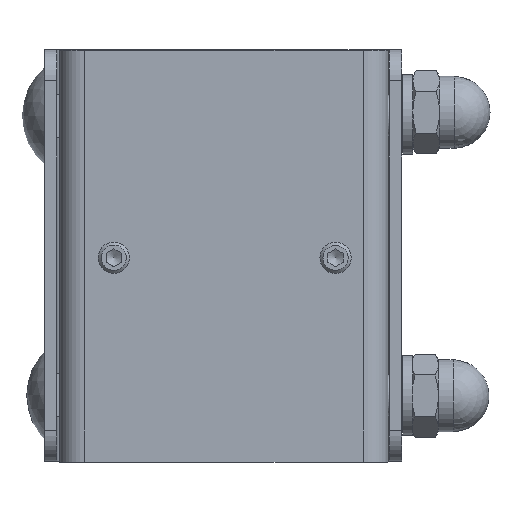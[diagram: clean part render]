
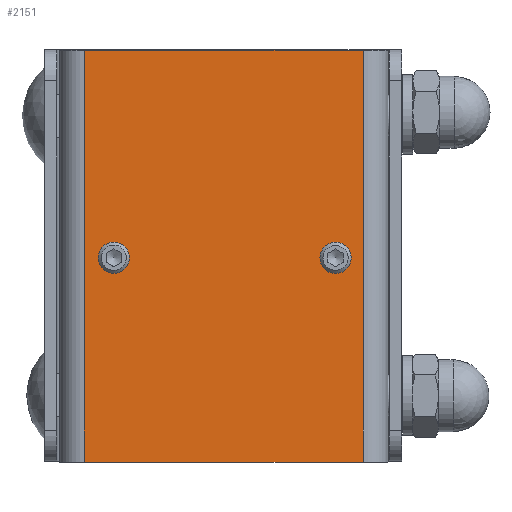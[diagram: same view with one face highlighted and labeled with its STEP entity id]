
A CAD part, front view. The second image highlights one B-rep face of the part: STEP entity #2151.
In plain terms, the highlighted planar face has unit normal (0, -1, 0).
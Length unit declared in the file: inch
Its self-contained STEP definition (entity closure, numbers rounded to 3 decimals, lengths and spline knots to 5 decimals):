
#151=FACE_BOUND('',#423,.T.);
#152=FACE_BOUND('',#424,.T.);
#193=PLANE('',#2492);
#281=FACE_OUTER_BOUND('',#422,.T.);
#422=EDGE_LOOP('',(#1733,#1734,#1735,#1736));
#423=EDGE_LOOP('',(#1737));
#424=EDGE_LOOP('',(#1738));
#582=LINE('',#3503,#753);
#598=LINE('',#3551,#769);
#606=LINE('',#3574,#777);
#608=LINE('',#3577,#779);
#753=VECTOR('',#2864,0.3937);
#769=VECTOR('',#2902,0.3937);
#777=VECTOR('',#2932,0.3937);
#779=VECTOR('',#2936,0.3937);
#852=CIRCLE('',#2442,0.078);
#854=CIRCLE('',#2445,0.078);
#991=VERTEX_POINT('',#3453);
#993=VERTEX_POINT('',#3459);
#1008=VERTEX_POINT('',#3500);
#1009=VERTEX_POINT('',#3502);
#1029=VERTEX_POINT('',#3548);
#1030=VERTEX_POINT('',#3550);
#1215=EDGE_CURVE('',#991,#991,#852,.T.);
#1218=EDGE_CURVE('',#993,#993,#854,.T.);
#1239=EDGE_CURVE('',#1009,#1008,#582,.T.);
#1263=EDGE_CURVE('',#1030,#1029,#598,.T.);
#1276=EDGE_CURVE('',#1030,#1008,#606,.T.);
#1278=EDGE_CURVE('',#1009,#1029,#608,.T.);
#1733=ORIENTED_EDGE('',*,*,#1276,.F.);
#1734=ORIENTED_EDGE('',*,*,#1263,.T.);
#1735=ORIENTED_EDGE('',*,*,#1278,.F.);
#1736=ORIENTED_EDGE('',*,*,#1239,.T.);
#1737=ORIENTED_EDGE('',*,*,#1215,.T.);
#1738=ORIENTED_EDGE('',*,*,#1218,.T.);
#2151=ADVANCED_FACE('',(#281,#151,#152),#193,.T.);
#2442=AXIS2_PLACEMENT_3D('',#3454,#2811,#2812);
#2445=AXIS2_PLACEMENT_3D('',#3460,#2818,#2819);
#2492=AXIS2_PLACEMENT_3D('',#3585,#2949,#2950);
#2811=DIRECTION('center_axis',(0.,1.,0.));
#2812=DIRECTION('ref_axis',(1.,0.,0.));
#2818=DIRECTION('center_axis',(0.,1.,0.));
#2819=DIRECTION('ref_axis',(1.,0.,0.));
#2864=DIRECTION('',(1.,0.,0.));
#2902=DIRECTION('',(-1.,0.,0.));
#2932=DIRECTION('',(0.,0.,-1.));
#2936=DIRECTION('',(0.,0.,1.));
#2949=DIRECTION('center_axis',(0.,-1.,0.));
#2950=DIRECTION('ref_axis',(0.,0.,-1.));
#3453=CARTESIAN_POINT('',(0.37424,-0.87241,1.25));
#3454=CARTESIAN_POINT('Origin',(0.45224,-0.87241,1.25));
#3459=CARTESIAN_POINT('',(1.72424,-0.87241,1.25));
#3460=CARTESIAN_POINT('Origin',(1.80224,-0.87241,1.25));
#3500=CARTESIAN_POINT('',(1.97411,-0.87241,0.));
#3502=CARTESIAN_POINT('',(0.28036,-0.87241,0.));
#3503=CARTESIAN_POINT('',(0.13036,-0.87241,0.));
#3548=CARTESIAN_POINT('',(0.28036,-0.87241,2.5));
#3550=CARTESIAN_POINT('',(1.97411,-0.87241,2.5));
#3551=CARTESIAN_POINT('',(0.13036,-0.87241,2.5));
#3574=CARTESIAN_POINT('',(1.97411,-0.87241,0.));
#3577=CARTESIAN_POINT('',(0.28036,-0.87241,0.));
#3585=CARTESIAN_POINT('Origin',(2.12411,-0.87241,0.));
